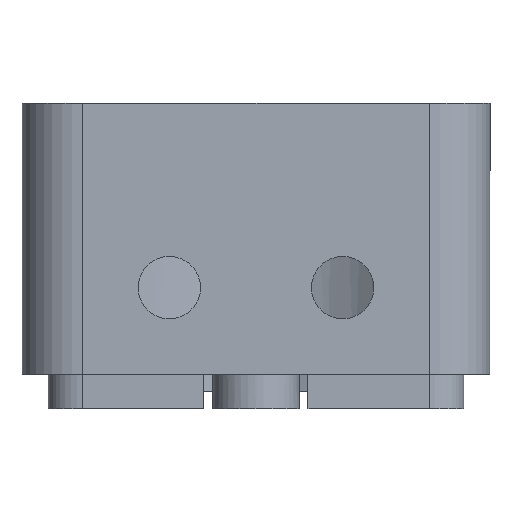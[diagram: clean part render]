
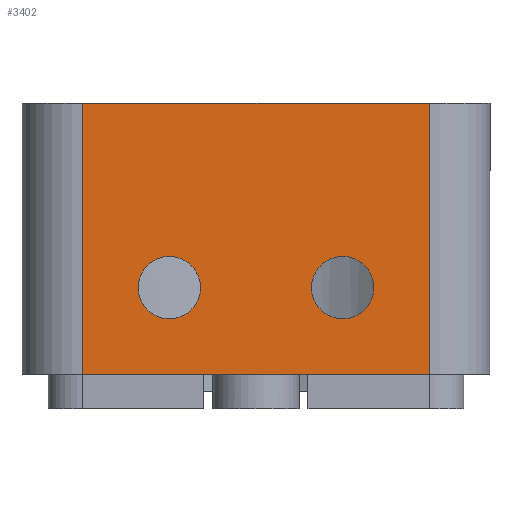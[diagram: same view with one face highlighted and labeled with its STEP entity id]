
A CAD part, front view. The second image highlights one B-rep face of the part: STEP entity #3402.
In plain terms, the highlighted planar face has unit normal (0, -1, 0).
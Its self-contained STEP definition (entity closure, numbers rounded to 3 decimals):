
#29 = LINE ( 'NONE', #1793, #3822 ) ;
#31 = LINE ( 'NONE', #359, #1320 ) ;
#64 = DIRECTION ( 'NONE',  ( -1., 0., 0. ) ) ;
#83 = FACE_BOUND ( 'NONE', #2969, .T. ) ;
#93 = DIRECTION ( 'NONE',  ( 0., 1., 0. ) ) ;
#96 = EDGE_CURVE ( 'NONE', #1484, #2403, #3626, .T. ) ;
#100 = ORIENTED_EDGE ( 'NONE', *, *, #2512, .T. ) ;
#186 = CARTESIAN_POINT ( 'NONE',  ( -5., -20., 7. ) ) ;
#359 = CARTESIAN_POINT ( 'NONE',  ( -13.5, -20., 2. ) ) ;
#386 = DIRECTION ( 'NONE',  ( 0., 0., 1. ) ) ;
#409 = DIRECTION ( 'NONE',  ( 1., 0., 0. ) ) ;
#411 = EDGE_CURVE ( 'NONE', #1484, #654, #3300, .T. ) ;
#462 = CARTESIAN_POINT ( 'NONE',  ( -10., -20., 18. ) ) ;
#612 = ORIENTED_EDGE ( 'NONE', *, *, #3019, .T. ) ;
#654 = VERTEX_POINT ( 'NONE', #3580 ) ;
#716 = CARTESIAN_POINT ( 'NONE',  ( -13.5, -20., 18. ) ) ;
#717 = ORIENTED_EDGE ( 'NONE', *, *, #3186, .F. ) ;
#741 = CIRCLE ( 'NONE', #809, 1.8 ) ;
#756 = ORIENTED_EDGE ( 'NONE', *, *, #1648, .T. ) ;
#775 = EDGE_CURVE ( 'NONE', #3336, #654, #29, .T. ) ;
#804 = CARTESIAN_POINT ( 'NONE',  ( 5., -20., 8.8 ) ) ;
#809 = AXIS2_PLACEMENT_3D ( 'NONE', #3146, #93, #386 ) ;
#965 = ORIENTED_EDGE ( 'NONE', *, *, #411, .F. ) ;
#1163 = CIRCLE ( 'NONE', #2882, 1.8 ) ;
#1256 = VERTEX_POINT ( 'NONE', #1803 ) ;
#1260 = DIRECTION ( 'NONE',  ( 0., 0., 1. ) ) ;
#1289 = DIRECTION ( 'NONE',  ( 0., 1., 0. ) ) ;
#1320 = VECTOR ( 'NONE', #3446, 1000. ) ;
#1395 = CARTESIAN_POINT ( 'NONE',  ( 5., -20., 7. ) ) ;
#1484 = VERTEX_POINT ( 'NONE', #3730 ) ;
#1571 = CARTESIAN_POINT ( 'NONE',  ( 10., -20., 2. ) ) ;
#1620 = PLANE ( 'NONE',  #2039 ) ;
#1627 = VERTEX_POINT ( 'NONE', #2303 ) ;
#1632 = CARTESIAN_POINT ( 'NONE',  ( -10., -20., 17.65 ) ) ;
#1648 = EDGE_CURVE ( 'NONE', #1627, #1256, #2646, .T. ) ;
#1793 = CARTESIAN_POINT ( 'NONE',  ( 10., -20., 18. ) ) ;
#1794 = AXIS2_PLACEMENT_3D ( 'NONE', #186, #2043, #2341 ) ;
#1803 = CARTESIAN_POINT ( 'NONE',  ( -5., -20., 5.2 ) ) ;
#1806 = CIRCLE ( 'NONE', #3761, 1.8 ) ;
#2012 = EDGE_LOOP ( 'NONE', ( #717, #2726, #965, #3206 ) ) ;
#2039 = AXIS2_PLACEMENT_3D ( 'NONE', #716, #2252, #64 ) ;
#2043 = DIRECTION ( 'NONE',  ( 0., 1., 0. ) ) ;
#2047 = DIRECTION ( 'NONE',  ( 0., 0., 1. ) ) ;
#2252 = DIRECTION ( 'NONE',  ( 0., 1., 0. ) ) ;
#2303 = CARTESIAN_POINT ( 'NONE',  ( -5., -20., 8.8 ) ) ;
#2341 = DIRECTION ( 'NONE',  ( 0., 0., 1. ) ) ;
#2389 = VERTEX_POINT ( 'NONE', #804 ) ;
#2403 = VERTEX_POINT ( 'NONE', #3305 ) ;
#2406 = EDGE_LOOP ( 'NONE', ( #3710, #612 ) ) ;
#2512 = EDGE_CURVE ( 'NONE', #1256, #1627, #1806, .T. ) ;
#2520 = VECTOR ( 'NONE', #3869, 1000. ) ;
#2646 = CIRCLE ( 'NONE', #1794, 1.8 ) ;
#2726 = ORIENTED_EDGE ( 'NONE', *, *, #775, .T. ) ;
#2804 = CARTESIAN_POINT ( 'NONE',  ( -5., -20., 7. ) ) ;
#2872 = VECTOR ( 'NONE', #409, 1000. ) ;
#2882 = AXIS2_PLACEMENT_3D ( 'NONE', #1395, #2983, #2047 ) ;
#2928 = VERTEX_POINT ( 'NONE', #3985 ) ;
#2969 = EDGE_LOOP ( 'NONE', ( #756, #100 ) ) ;
#2983 = DIRECTION ( 'NONE',  ( 0., 1., 0. ) ) ;
#3019 = EDGE_CURVE ( 'NONE', #2928, #2389, #741, .T. ) ;
#3104 = EDGE_CURVE ( 'NONE', #2389, #2928, #1163, .T. ) ;
#3146 = CARTESIAN_POINT ( 'NONE',  ( 5., -20., 7. ) ) ;
#3186 = EDGE_CURVE ( 'NONE', #3336, #2403, #31, .T. ) ;
#3206 = ORIENTED_EDGE ( 'NONE', *, *, #96, .T. ) ;
#3247 = FACE_BOUND ( 'NONE', #2406, .T. ) ;
#3300 = LINE ( 'NONE', #1632, #2872 ) ;
#3305 = CARTESIAN_POINT ( 'NONE',  ( -10., -20., 2. ) ) ;
#3325 = DIRECTION ( 'NONE',  ( 0., 0., 1. ) ) ;
#3336 = VERTEX_POINT ( 'NONE', #1571 ) ;
#3402 = ADVANCED_FACE ( 'NONE', ( #3247, #83, #3680 ), #1620, .F. ) ;
#3446 = DIRECTION ( 'NONE',  ( -1., 0., 0. ) ) ;
#3580 = CARTESIAN_POINT ( 'NONE',  ( 10., -20., 17.65 ) ) ;
#3626 = LINE ( 'NONE', #462, #2520 ) ;
#3680 = FACE_OUTER_BOUND ( 'NONE', #2012, .T. ) ;
#3710 = ORIENTED_EDGE ( 'NONE', *, *, #3104, .T. ) ;
#3730 = CARTESIAN_POINT ( 'NONE',  ( -10., -20., 17.65 ) ) ;
#3761 = AXIS2_PLACEMENT_3D ( 'NONE', #2804, #1289, #1260 ) ;
#3822 = VECTOR ( 'NONE', #3325, 1000. ) ;
#3869 = DIRECTION ( 'NONE',  ( 0., 0., -1. ) ) ;
#3985 = CARTESIAN_POINT ( 'NONE',  ( 5., -20., 5.2 ) ) ;
